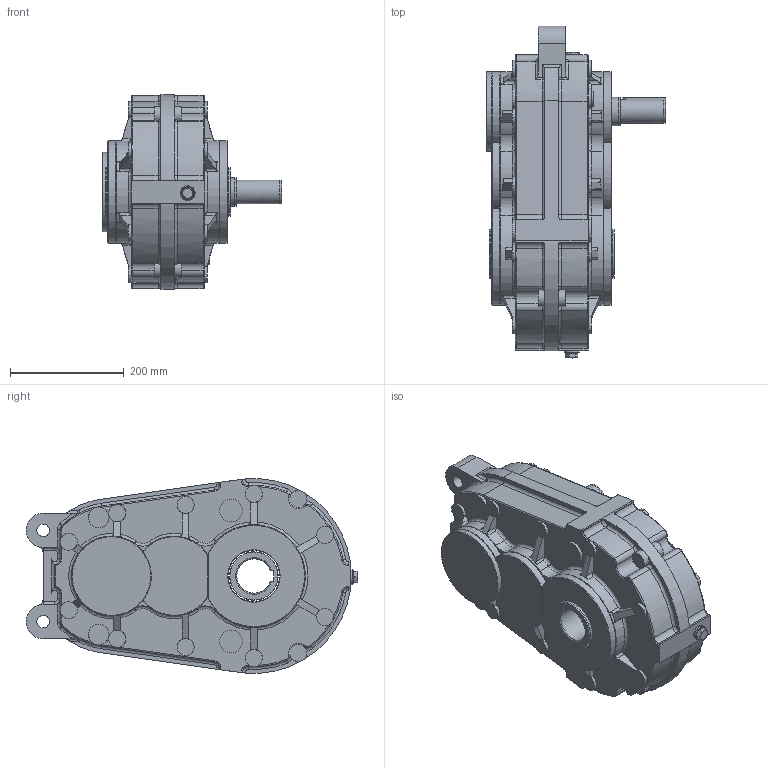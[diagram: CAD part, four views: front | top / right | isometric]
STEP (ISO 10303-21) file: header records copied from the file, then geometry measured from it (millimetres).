
FILE_DESCRIPTION(/* description */ (''),/* implementation_level */ '2;1');
FILE_NAME(/* name */ 'DG2-250K-(6.3-16).stp',/* time_stamp */ '2019-10-09T09:21:48+03:00',/* author */ ('TEKNIK3D'),/* organization */ (''),/* preprocessor_version */ 'ST-DEVELOPER v17.2',/* originating_system */ 'Autodesk Inventor 2019',/* authorisation */ '');
FILE_SCHEMA (('CONFIG_CONTROL_DESIGN'));
Length unit declared in the file: millimetre
Products named in the file (1): DG2-250K-(6.3-16)
Bounding box: 315.1 x 582.63 x 341.28 mm (x, y, z)
Volume: 18338925 mm3; surface area: 1142229.4 mm2
Topology: 14 solids, 14 shells, 908 faces, 2315 edges, 1445 vertices
Faces by surface type: plane 339, cylinder 283, torus 129, bspline 97, cone 56, sphere 4
Full cylindrical faces by diameter (mm): 10.106 x1, 13 x1, 20.955 x4, 21 x4, 21.939 x1, 22 x2, 26 x4, 30 x6, 36 x4, 40 x4, 42 x1, 50 x1, 55 x1, 70 x1, 85 x1, 90 x9, 110 x2, 130 x3, 140 x1
Entity records: 29973 total; most frequent: CARTESIAN_POINT 8211, DIRECTION 4639, ORIENTED_EDGE 4574, EDGE_CURVE 2287, AXIS2_PLACEMENT_3D 1856, VERTEX_POINT 1445, EDGE_LOOP 966, CIRCLE 952
